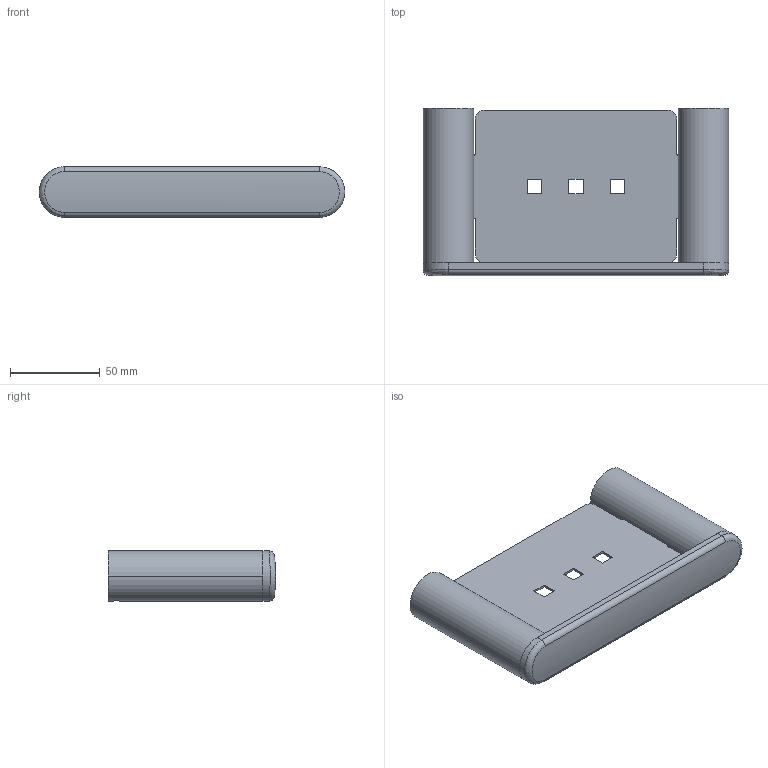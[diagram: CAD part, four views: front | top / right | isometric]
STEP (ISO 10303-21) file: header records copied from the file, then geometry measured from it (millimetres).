
FILE_DESCRIPTION((''),'2;1');
FILE_NAME('AA200022_ASM','2019-06-05T15:29:06',('SJ03'),(''),'CREO PARAMETRIC BY PTC INC, 2018100','CREO PARAMETRIC BY PTC INC, 2018100','');
FILE_SCHEMA(('CONFIG_CONTROL_DESIGN'));
Length unit declared in the file: millimetre
Products named in the file (12): 80HAA2000522_AF2; 81HAA200011_AF3; 80AA200022_AF0_ASM; 81HAA200041_AF0; 82HAA200053_AF0; 82HAA200053_AF1; 81AA200022_AF0_ASM; 80HAA2000522_AF3; 81HAA200011_AF4; 82AA200022_AF0_ASM; 83AA200022_AF0; AA200022_ASM
Assembly tree (11 placements, depth 3):
  AA200022_ASM
    80AA200022_AF0_ASM
      80HAA2000522_AF2
      81HAA200011_AF3
    81AA200022_AF0_ASM
      81HAA200041_AF0
      82HAA200053_AF0
      82HAA200053_AF1
    82AA200022_AF0_ASM
      80HAA2000522_AF3
      81HAA200011_AF4
    83AA200022_AF0
Bounding box: 170 x 93 x 28 mm (x, y, z)
Volume: 45603 mm3; surface area: 77676.8 mm2
Topology: 8 solids, 10 shells, 154 faces, 400 edges, 260 vertices
Faces by surface type: cylinder 68, plane 62, cone 20, bspline 4
Entity records: 5908 total; most frequent: CARTESIAN_POINT 1808, DIRECTION 828, ORIENTED_EDGE 792, EDGE_CURVE 400, AXIS2_PLACEMENT_3D 310, VERTEX_POINT 260, VECTOR 208, LINE 208
